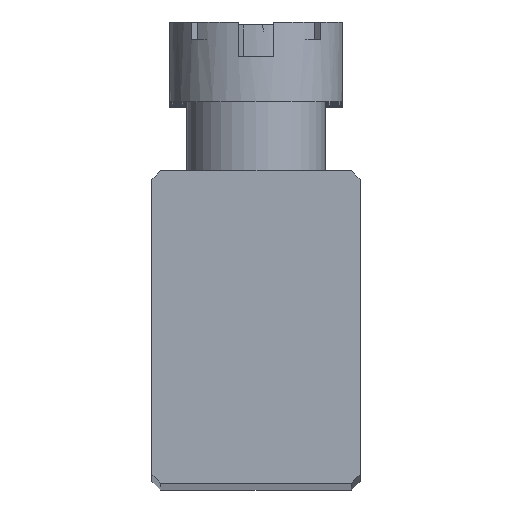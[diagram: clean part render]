
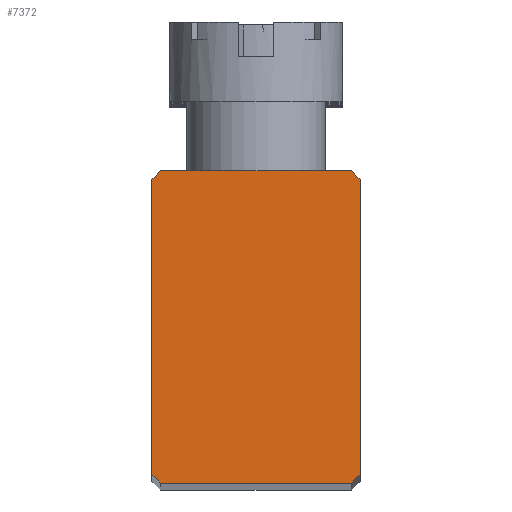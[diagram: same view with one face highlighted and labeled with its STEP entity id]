
A CAD part, top view. The second image highlights one B-rep face of the part: STEP entity #7372.
In plain terms, the highlighted planar face has unit normal (0, 0, 1).
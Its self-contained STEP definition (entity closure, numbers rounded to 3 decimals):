
#134 = LINE ( 'NONE', #3065, #3546 ) ;
#140 = CARTESIAN_POINT ( 'NONE',  ( -3., -4.5, 57. ) ) ;
#402 = EDGE_CURVE ( 'NONE', #528, #7370, #3681, .T. ) ;
#510 = ORIENTED_EDGE ( 'NONE', *, *, #7872, .T. ) ;
#528 = VERTEX_POINT ( 'NONE', #7624 ) ;
#548 = CARTESIAN_POINT ( 'NONE',  ( -3., 4.5, 57. ) ) ;
#821 = CARTESIAN_POINT ( 'NONE',  ( 3., -4.25, 57. ) ) ;
#1011 = EDGE_CURVE ( 'NONE', #1285, #5735, #1411, .T. ) ;
#1035 = VERTEX_POINT ( 'NONE', #6442 ) ;
#1285 = VERTEX_POINT ( 'NONE', #821 ) ;
#1392 = ORIENTED_EDGE ( 'NONE', *, *, #2005, .T. ) ;
#1411 = LINE ( 'NONE', #5878, #6019 ) ;
#1483 = DIRECTION ( 'NONE',  ( 1., 0., 0. ) ) ;
#1495 = CARTESIAN_POINT ( 'NONE',  ( -3., 4.5, 57. ) ) ;
#1634 = ORIENTED_EDGE ( 'NONE', *, *, #1988, .T. ) ;
#1643 = EDGE_CURVE ( 'NONE', #1035, #3562, #6626, .T. ) ;
#1672 = CARTESIAN_POINT ( 'NONE',  ( -0.125, -7.375, 57. ) ) ;
#1708 = DIRECTION ( 'NONE',  ( -0.707, -0.707, 0. ) ) ;
#1889 = EDGE_CURVE ( 'NONE', #7370, #1035, #7161, .T. ) ;
#1915 = EDGE_CURVE ( 'NONE', #3562, #1285, #5448, .T. ) ;
#1988 = EDGE_CURVE ( 'NONE', #5735, #4690, #2142, .T. ) ;
#2005 = EDGE_CURVE ( 'NONE', #6290, #528, #134, .T. ) ;
#2142 = LINE ( 'NONE', #6220, #6804 ) ;
#2402 = DIRECTION ( 'NONE',  ( 0.707, 0.707, 0. ) ) ;
#2795 = CARTESIAN_POINT ( 'NONE',  ( 3., 4.25, 57. ) ) ;
#2866 = DIRECTION ( 'NONE',  ( -1., 0., 0. ) ) ;
#2929 = CARTESIAN_POINT ( 'NONE',  ( 2.75, 4.5, 57. ) ) ;
#3065 = CARTESIAN_POINT ( 'NONE',  ( -7.375, -0.125, 57. ) ) ;
#3164 = DIRECTION ( 'NONE',  ( 0., 0., 1. ) ) ;
#3357 = VECTOR ( 'NONE', #1483, 1000. ) ;
#3486 = VECTOR ( 'NONE', #8076, 1000. ) ;
#3546 = VECTOR ( 'NONE', #1708, 1000. ) ;
#3562 = VERTEX_POINT ( 'NONE', #5665 ) ;
#3681 = LINE ( 'NONE', #548, #3486 ) ;
#3734 = CARTESIAN_POINT ( 'NONE',  ( -2.875, -4.375, 57. ) ) ;
#3761 = VECTOR ( 'NONE', #2402, 1000. ) ;
#3934 = EDGE_LOOP ( 'NONE', ( #5907, #3984, #5322, #7470, #6564, #1634, #510, #1392 ) ) ;
#3946 = AXIS2_PLACEMENT_3D ( 'NONE', #6291, #3164, #7446 ) ;
#3984 = ORIENTED_EDGE ( 'NONE', *, *, #1889, .T. ) ;
#3985 = VECTOR ( 'NONE', #4433, 1000. ) ;
#4291 = CARTESIAN_POINT ( 'NONE',  ( -2.75, 4.5, 57. ) ) ;
#4433 = DIRECTION ( 'NONE',  ( 0.707, -0.707, 0. ) ) ;
#4464 = DIRECTION ( 'NONE',  ( -0.707, 0.707, 0. ) ) ;
#4690 = VERTEX_POINT ( 'NONE', #2929 ) ;
#4692 = DIRECTION ( 'NONE',  ( 0., 1., 0. ) ) ;
#5295 = LINE ( 'NONE', #1495, #6628 ) ;
#5322 = ORIENTED_EDGE ( 'NONE', *, *, #1643, .T. ) ;
#5448 = LINE ( 'NONE', #1672, #3761 ) ;
#5665 = CARTESIAN_POINT ( 'NONE',  ( 2.75, -4.5, 57. ) ) ;
#5715 = CARTESIAN_POINT ( 'NONE',  ( -3., -4.25, 57. ) ) ;
#5735 = VERTEX_POINT ( 'NONE', #2795 ) ;
#5878 = CARTESIAN_POINT ( 'NONE',  ( 3., 4.5, 57. ) ) ;
#5907 = ORIENTED_EDGE ( 'NONE', *, *, #402, .T. ) ;
#6019 = VECTOR ( 'NONE', #4692, 1000. ) ;
#6220 = CARTESIAN_POINT ( 'NONE',  ( 4.375, 2.875, 57. ) ) ;
#6290 = VERTEX_POINT ( 'NONE', #4291 ) ;
#6291 = CARTESIAN_POINT ( 'NONE',  ( -3., -4.5, 57. ) ) ;
#6442 = CARTESIAN_POINT ( 'NONE',  ( -2.75, -4.5, 57. ) ) ;
#6564 = ORIENTED_EDGE ( 'NONE', *, *, #1011, .T. ) ;
#6626 = LINE ( 'NONE', #140, #3357 ) ;
#6628 = VECTOR ( 'NONE', #2866, 1000. ) ;
#6804 = VECTOR ( 'NONE', #4464, 1000. ) ;
#7161 = LINE ( 'NONE', #3734, #3985 ) ;
#7370 = VERTEX_POINT ( 'NONE', #5715 ) ;
#7372 = ADVANCED_FACE ( 'NONE', ( #7722 ), #8016, .T. ) ;
#7446 = DIRECTION ( 'NONE',  ( 1., 0., 0. ) ) ;
#7470 = ORIENTED_EDGE ( 'NONE', *, *, #1915, .T. ) ;
#7624 = CARTESIAN_POINT ( 'NONE',  ( -3., 4.25, 57. ) ) ;
#7722 = FACE_OUTER_BOUND ( 'NONE', #3934, .T. ) ;
#7872 = EDGE_CURVE ( 'NONE', #4690, #6290, #5295, .T. ) ;
#8016 = PLANE ( 'NONE',  #3946 ) ;
#8076 = DIRECTION ( 'NONE',  ( 0., -1., 0. ) ) ;
